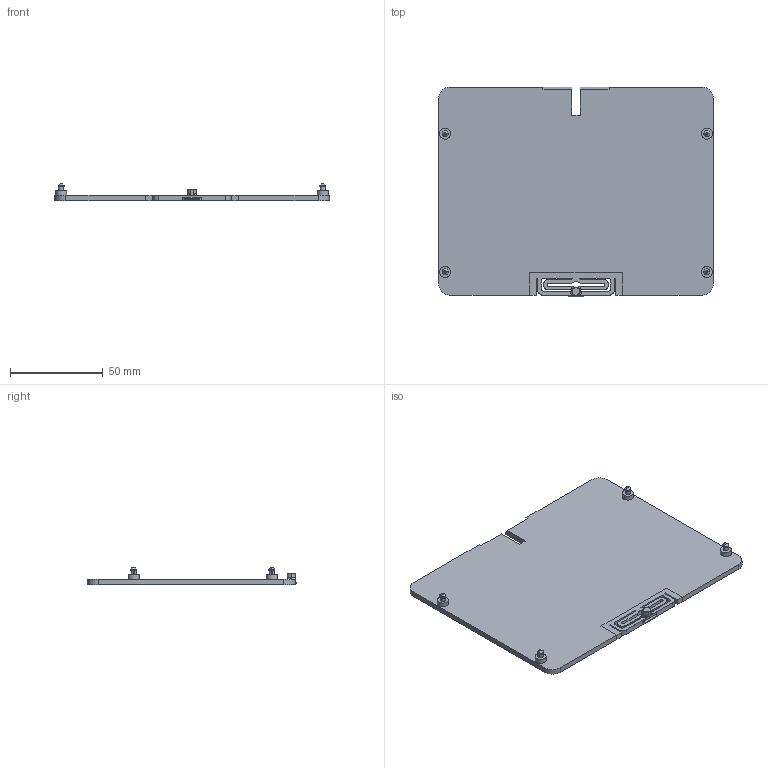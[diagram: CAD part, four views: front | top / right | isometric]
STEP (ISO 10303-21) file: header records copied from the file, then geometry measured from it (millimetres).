
FILE_DESCRIPTION(('HOOPS Exchange Step'),'2;1');
FILE_NAME('temp_export','2021-02-10T20:38:15+01:00',('mobile'),('Shapr3D Limited'),'HOOPS Exchange 2020.2','Shapr3D','Authorized');
FILE_SCHEMA( ('AP203_CONFIGURATION_CONTROLLED_3D_DESIGN_OF_MECHANICAL_PARTS_AND_ASSEMBLIES_MIM_LF') );
Length unit declared in the file: millimetre
Products named in the file (5): 0; 55357478-FB67-4487-AB0A-B435DB3F5152.tmp
Assembly tree (4 placements, depth 3):
  55357478-FB67-4487-AB0A-B435DB3F5152.tmp
    0
      0
      0
      0
Bounding box: 148 x 112.9 x 9.5 mm (x, y, z)
Volume: 102015.2 mm3; surface area: 76653.2 mm2
Topology: 27 solids, 27 shells, 478 faces, 1272 edges, 850 vertices
Faces by surface type: plane 258, cylinder 163, cone 32, torus 15, bspline 10
Full cylindrical faces by diameter (mm): 2.4 x4, 4.4 x1, 6 x8
Entity records: 16324 total; most frequent: CARTESIAN_POINT 3983, DIRECTION 2559, ORIENTED_EDGE 2544, EDGE_CURVE 1272, AXIS2_PLACEMENT_3D 902, VERTEX_POINT 850, VECTOR 755, LINE 755
